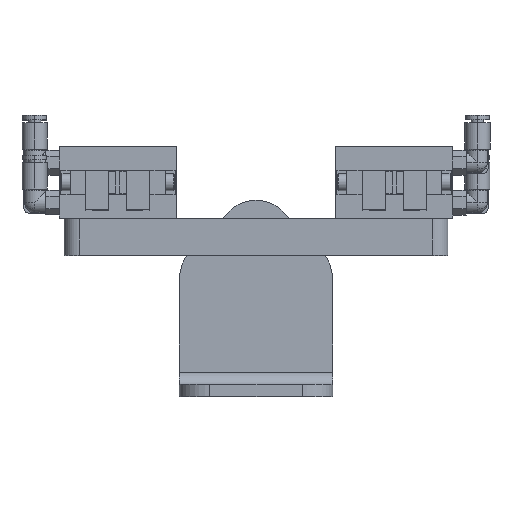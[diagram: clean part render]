
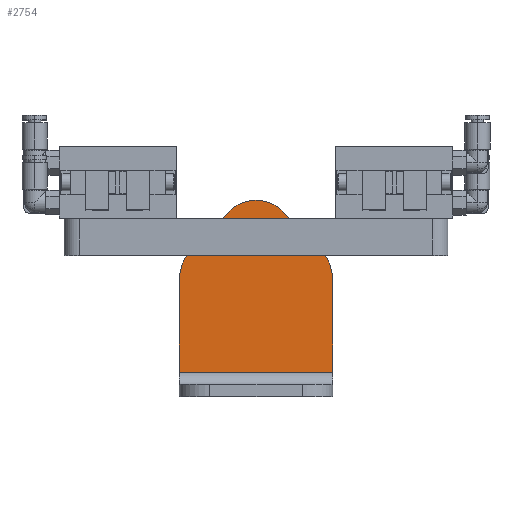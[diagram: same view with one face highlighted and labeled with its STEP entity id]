
A CAD part, top view. The second image highlights one B-rep face of the part: STEP entity #2754.
In plain terms, the highlighted planar face has unit normal (0, 0, 1).
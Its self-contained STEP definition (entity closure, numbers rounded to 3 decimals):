
#1116 = EDGE_CURVE ( 'NONE', #24349, #20935, #37155, .T. ) ;
#1279 = EDGE_CURVE ( 'NONE', #22620, #15499, #39908, .T. ) ;
#1788 = CARTESIAN_POINT ( 'NONE',  ( -25., -37.929, -28.5 ) ) ;
#1825 = AXIS2_PLACEMENT_3D ( 'NONE', #4611, #29285, #8136 ) ;
#2754 = ADVANCED_FACE ( 'NONE', ( #28017, #29125 ), #39320, .T. ) ;
#3703 = CARTESIAN_POINT ( 'NONE',  ( 0., 6., -28.5 ) ) ;
#4194 = AXIS2_PLACEMENT_3D ( 'NONE', #39478, #18255, #43063 ) ;
#4301 = ORIENTED_EDGE ( 'NONE', *, *, #7386, .T. ) ;
#4388 = VECTOR ( 'NONE', #41787, 1000. ) ;
#4559 = EDGE_CURVE ( 'NONE', #33248, #39153, #12798, .T. ) ;
#4611 = CARTESIAN_POINT ( 'NONE',  ( -10., -8.142, -28.5 ) ) ;
#5020 = CIRCLE ( 'NONE', #23403, 15. ) ;
#5746 = DIRECTION ( 'NONE',  ( 0., 0., 1. ) ) ;
#7245 = DIRECTION ( 'NONE',  ( 1., 0., 0. ) ) ;
#7357 = VECTOR ( 'NONE', #17020, 1000. ) ;
#7386 = EDGE_CURVE ( 'NONE', #27539, #33248, #43520, .T. ) ;
#8136 = DIRECTION ( 'NONE',  ( 1., 0., 0. ) ) ;
#9346 = DIRECTION ( 'NONE',  ( 0., 0., 1. ) ) ;
#9603 = AXIS2_PLACEMENT_3D ( 'NONE', #3703, #28384, #7245 ) ;
#9913 = CARTESIAN_POINT ( 'NONE',  ( 25., -41.929, -28.5 ) ) ;
#10598 = AXIS2_PLACEMENT_3D ( 'NONE', #26853, #5746, #30417 ) ;
#11416 = EDGE_CURVE ( 'NONE', #15499, #33387, #37775, .T. ) ;
#12309 = DIRECTION ( 'NONE',  ( 0., 0., 1. ) ) ;
#12798 = CIRCLE ( 'NONE', #9603, 12.071 ) ;
#13767 = LINE ( 'NONE', #9913, #4388 ) ;
#14402 = ORIENTED_EDGE ( 'NONE', *, *, #11416, .T. ) ;
#14661 = CIRCLE ( 'NONE', #1825, 15. ) ;
#14699 = EDGE_CURVE ( 'NONE', #19870, #22620, #14661, .T. ) ;
#14941 = ORIENTED_EDGE ( 'NONE', *, *, #23861, .F. ) ;
#15499 = VERTEX_POINT ( 'NONE', #1788 ) ;
#15696 = DIRECTION ( 'NONE',  ( 0., -1., 0. ) ) ;
#16481 = EDGE_LOOP ( 'NONE', ( #14941, #37015, #4301, #31181, #42871, #28641, #20621, #14402 ) ) ;
#17020 = DIRECTION ( 'NONE',  ( -0.707, -0.707, 0. ) ) ;
#18255 = DIRECTION ( 'NONE',  ( 0., 0., 1. ) ) ;
#19870 = VERTEX_POINT ( 'NONE', #20738 ) ;
#19904 = CARTESIAN_POINT ( 'NONE',  ( -8.536, 14.536, -28.5 ) ) ;
#19916 = EDGE_LOOP ( 'NONE', ( #24606, #37273 ) ) ;
#20571 = CARTESIAN_POINT ( 'NONE',  ( -45., -21.929, -28.5 ) ) ;
#20621 = ORIENTED_EDGE ( 'NONE', *, *, #1279, .T. ) ;
#20738 = CARTESIAN_POINT ( 'NONE',  ( -20.607, 2.464, -28.5 ) ) ;
#20935 = VERTEX_POINT ( 'NONE', #31297 ) ;
#21061 = VECTOR ( 'NONE', #15696, 1000. ) ;
#21459 = CARTESIAN_POINT ( 'NONE',  ( 25., -37.929, -28.5 ) ) ;
#22620 = VERTEX_POINT ( 'NONE', #37529 ) ;
#23048 = CARTESIAN_POINT ( 'NONE',  ( 20.607, 2.464, -28.5 ) ) ;
#23403 = AXIS2_PLACEMENT_3D ( 'NONE', #33479, #12309, #37065 ) ;
#23861 = EDGE_CURVE ( 'NONE', #29840, #33387, #13767, .T. ) ;
#24166 = CARTESIAN_POINT ( 'NONE',  ( -25., -37.929, -28.5 ) ) ;
#24349 = VERTEX_POINT ( 'NONE', #44666 ) ;
#24606 = ORIENTED_EDGE ( 'NONE', *, *, #1116, .F. ) ;
#26853 = CARTESIAN_POINT ( 'NONE',  ( 0., 6., -28.5 ) ) ;
#27539 = VERTEX_POINT ( 'NONE', #23048 ) ;
#28017 = FACE_BOUND ( 'NONE', #19916, .T. ) ;
#28037 = CARTESIAN_POINT ( 'NONE',  ( 20., 3.071, -28.5 ) ) ;
#28384 = DIRECTION ( 'NONE',  ( 0., 0., 1. ) ) ;
#28641 = ORIENTED_EDGE ( 'NONE', *, *, #14699, .T. ) ;
#29125 = FACE_OUTER_BOUND ( 'NONE', #16481, .T. ) ;
#29285 = DIRECTION ( 'NONE',  ( 0., 0., 1. ) ) ;
#29692 = EDGE_CURVE ( 'NONE', #29840, #27539, #5020, .T. ) ;
#29722 = CARTESIAN_POINT ( 'NONE',  ( -25., -41.929, -28.5 ) ) ;
#29840 = VERTEX_POINT ( 'NONE', #30529 ) ;
#30417 = DIRECTION ( 'NONE',  ( 1., 0., 0. ) ) ;
#30499 = CARTESIAN_POINT ( 'NONE',  ( 0., 6., -28.5 ) ) ;
#30529 = CARTESIAN_POINT ( 'NONE',  ( 25., -8.142, -28.5 ) ) ;
#31181 = ORIENTED_EDGE ( 'NONE', *, *, #4559, .T. ) ;
#31297 = CARTESIAN_POINT ( 'NONE',  ( -3.2, 6., -28.5 ) ) ;
#32240 = AXIS2_PLACEMENT_3D ( 'NONE', #30499, #9346, #34076 ) ;
#33248 = VERTEX_POINT ( 'NONE', #34963 ) ;
#33387 = VERTEX_POINT ( 'NONE', #21459 ) ;
#33479 = CARTESIAN_POINT ( 'NONE',  ( 10., -8.142, -28.5 ) ) ;
#34056 = VECTOR ( 'NONE', #45734, 1000. ) ;
#34076 = DIRECTION ( 'NONE',  ( 1., 0., 0. ) ) ;
#34870 = EDGE_CURVE ( 'NONE', #20935, #24349, #41055, .T. ) ;
#34963 = CARTESIAN_POINT ( 'NONE',  ( 8.536, 14.536, -28.5 ) ) ;
#36639 = VECTOR ( 'NONE', #38101, 1000. ) ;
#37015 = ORIENTED_EDGE ( 'NONE', *, *, #29692, .T. ) ;
#37065 = DIRECTION ( 'NONE',  ( 1., 0., 0. ) ) ;
#37155 = CIRCLE ( 'NONE', #10598, 3.2 ) ;
#37273 = ORIENTED_EDGE ( 'NONE', *, *, #34870, .F. ) ;
#37529 = CARTESIAN_POINT ( 'NONE',  ( -25., -8.142, -28.5 ) ) ;
#37775 = LINE ( 'NONE', #24166, #36639 ) ;
#38101 = DIRECTION ( 'NONE',  ( 1., 0., 0. ) ) ;
#39153 = VERTEX_POINT ( 'NONE', #19904 ) ;
#39320 = PLANE ( 'NONE',  #4194 ) ;
#39478 = CARTESIAN_POINT ( 'NONE',  ( -25., -41.929, -28.5 ) ) ;
#39831 = EDGE_CURVE ( 'NONE', #39153, #19870, #43922, .T. ) ;
#39908 = LINE ( 'NONE', #29722, #21061 ) ;
#41055 = CIRCLE ( 'NONE', #32240, 3.2 ) ;
#41787 = DIRECTION ( 'NONE',  ( 0., -1., 0. ) ) ;
#42871 = ORIENTED_EDGE ( 'NONE', *, *, #39831, .T. ) ;
#43063 = DIRECTION ( 'NONE',  ( 1., 0., 0. ) ) ;
#43520 = LINE ( 'NONE', #28037, #34056 ) ;
#43922 = LINE ( 'NONE', #20571, #7357 ) ;
#44666 = CARTESIAN_POINT ( 'NONE',  ( 3.2, 6., -28.5 ) ) ;
#45734 = DIRECTION ( 'NONE',  ( -0.707, 0.707, 0. ) ) ;
